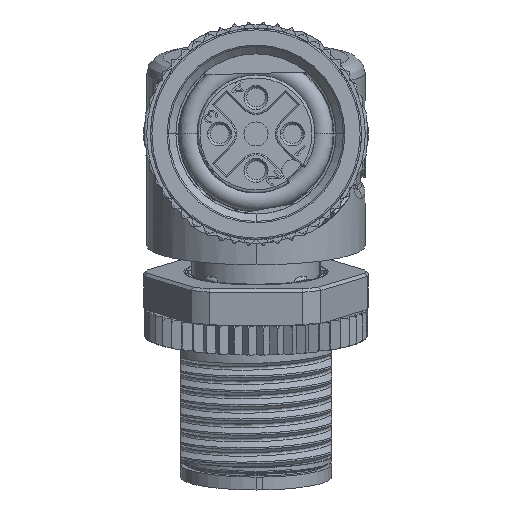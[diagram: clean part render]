
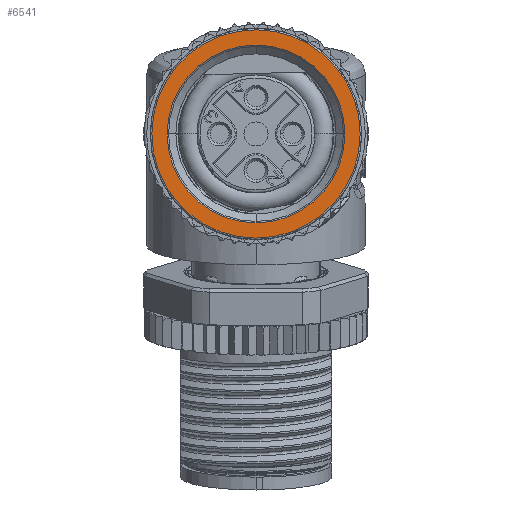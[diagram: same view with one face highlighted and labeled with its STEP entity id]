
A CAD part, front view. The second image highlights one B-rep face of the part: STEP entity #6541.
In plain terms, the highlighted planar face has unit normal (0, -1, 0).
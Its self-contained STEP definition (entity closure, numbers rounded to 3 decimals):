
#6541=ADVANCED_FACE('',(#13224,#13225),#13226,.T.);
#13224=FACE_OUTER_BOUND('',#37330,.T.);
#13225=FACE_BOUND('',#37331,.T.);
#13226=PLANE('',#37332);
#37330=EDGE_LOOP('',(#61930,#61931,#61932,#61933));
#37331=EDGE_LOOP('',(#61934,#61935,#61936,#61937));
#37332=AXIS2_PLACEMENT_3D('',#61938,#61939,#61940);
#61930=ORIENTED_EDGE('',*,*,#70532,.F.);
#61931=ORIENTED_EDGE('',*,*,#68931,.F.);
#61932=ORIENTED_EDGE('',*,*,#70530,.F.);
#61933=ORIENTED_EDGE('',*,*,#68936,.F.);
#61934=ORIENTED_EDGE('',*,*,#70540,.F.);
#61935=ORIENTED_EDGE('',*,*,#68914,.F.);
#61936=ORIENTED_EDGE('',*,*,#68921,.F.);
#61937=ORIENTED_EDGE('',*,*,#70541,.F.);
#61938=CARTESIAN_POINT('',(0.0,-12.4,0.0));
#61939=DIRECTION('',(0.0,-1.0,0.0));
#61940=DIRECTION('',(1.0,0.0,0.0));
#68914=EDGE_CURVE('',#79510,#79508,#79512,.T.);
#68921=EDGE_CURVE('',#79520,#79510,#79522,.T.);
#68931=EDGE_CURVE('',#79538,#79534,#79540,.T.);
#68936=EDGE_CURVE('',#79547,#79543,#79549,.T.);
#70530=EDGE_CURVE('',#79543,#79538,#81839,.T.);
#70532=EDGE_CURVE('',#79534,#79547,#81841,.T.);
#70540=EDGE_CURVE('',#79508,#81850,#81851,.T.);
#70541=EDGE_CURVE('',#81850,#79520,#81852,.T.);
#79508=VERTEX_POINT('',#100962);
#79510=VERTEX_POINT('',#100965);
#79512=CIRCLE('',#100968,6.1);
#79520=VERTEX_POINT('',#100977);
#79522=CIRCLE('',#100980,6.1);
#79534=VERTEX_POINT('',#100992);
#79538=VERTEX_POINT('',#100996);
#79540=CIRCLE('',#100998,7.15);
#79543=VERTEX_POINT('',#101001);
#79547=VERTEX_POINT('',#101005);
#79549=CIRCLE('',#101007,7.15);
#81839=CIRCLE('',#106206,7.15);
#81841=CIRCLE('',#106208,7.15);
#81850=VERTEX_POINT('',#106219);
#81851=CIRCLE('',#106220,6.1);
#81852=CIRCLE('',#106221,6.1);
#100962=CARTESIAN_POINT('',(0.0,-12.4,6.1));
#100965=CARTESIAN_POINT('',(6.1,-12.4,0.0));
#100968=AXIS2_PLACEMENT_3D('',#116009,#116010,#116011);
#100977=CARTESIAN_POINT('',(0.0,-12.4,-6.1));
#100980=AXIS2_PLACEMENT_3D('',#116020,#116021,#116022);
#100992=CARTESIAN_POINT('',(-7.15,-12.4,0.052));
#100996=CARTESIAN_POINT('',(-7.15,-12.4,0.0));
#100998=AXIS2_PLACEMENT_3D('',#116044,#116045,#116046);
#101001=CARTESIAN_POINT('',(7.15,-12.4,-0.052));
#101005=CARTESIAN_POINT('',(7.15,-12.4,0.0));
#101007=AXIS2_PLACEMENT_3D('',#116056,#116057,#116058);
#106206=AXIS2_PLACEMENT_3D('',#117957,#117958,#117959);
#106208=AXIS2_PLACEMENT_3D('',#117960,#117961,#117962);
#106219=CARTESIAN_POINT('',(-6.1,-12.4,0.0));
#106220=AXIS2_PLACEMENT_3D('',#117971,#117972,#117973);
#106221=AXIS2_PLACEMENT_3D('',#117974,#117975,#117976);
#116009=CARTESIAN_POINT('',(0.0,-12.4,0.0));
#116010=DIRECTION('',(0.0,-1.0,0.0));
#116011=DIRECTION('',(1.0,0.0,0.0));
#116020=CARTESIAN_POINT('',(0.0,-12.4,0.0));
#116021=DIRECTION('',(0.0,-1.0,0.0));
#116022=DIRECTION('',(0.0,0.0,-1.0));
#116044=CARTESIAN_POINT('',(0.0,-12.4,0.0));
#116045=DIRECTION('',(0.0,1.0,0.0));
#116046=DIRECTION('',(-1.0,0.0,0.0));
#116056=CARTESIAN_POINT('',(0.0,-12.4,0.0));
#116057=DIRECTION('',(-0.0,1.0,0.0));
#116058=DIRECTION('',(1.0,0.0,0.0));
#117957=CARTESIAN_POINT('',(0.0,-12.4,0.0));
#117958=DIRECTION('',(0.0,1.0,0.0));
#117959=DIRECTION('',(1.,0.0,-0.007));
#117960=CARTESIAN_POINT('',(0.0,-12.4,0.0));
#117961=DIRECTION('',(0.0,1.0,0.0));
#117962=DIRECTION('',(-1.,0.0,0.007));
#117971=CARTESIAN_POINT('',(0.0,-12.4,0.0));
#117972=DIRECTION('',(0.0,-1.0,0.0));
#117973=DIRECTION('',(0.0,0.0,1.0));
#117974=CARTESIAN_POINT('',(0.0,-12.4,0.0));
#117975=DIRECTION('',(0.0,-1.0,0.0));
#117976=DIRECTION('',(-1.0,0.0,0.0));
